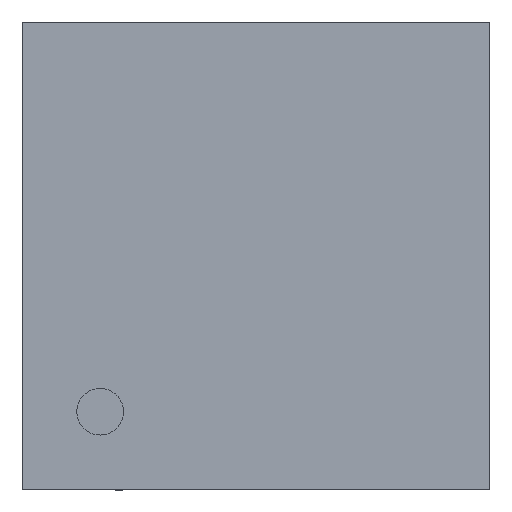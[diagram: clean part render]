
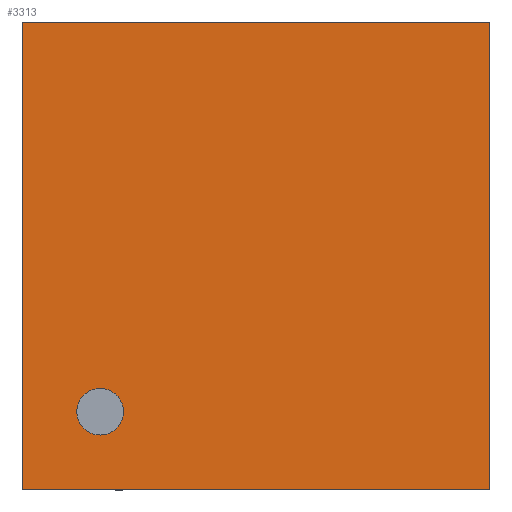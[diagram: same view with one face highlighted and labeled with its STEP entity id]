
A CAD part, top view. The second image highlights one B-rep face of the part: STEP entity #3313.
In plain terms, the highlighted planar face has unit normal (0, 0, 1).
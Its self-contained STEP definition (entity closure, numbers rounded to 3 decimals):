
#91 = CARTESIAN_POINT ( 'NONE',  ( 1.5, 1.5, 0.73 ) ) ;
#313 = DIRECTION ( 'NONE',  ( 1., 0., 0. ) ) ;
#662 = CARTESIAN_POINT ( 'NONE',  ( 1.5, -1.5, 0.73 ) ) ;
#697 = EDGE_LOOP ( 'NONE', ( #8667, #2494 ) ) ;
#852 = VECTOR ( 'NONE', #5628, 1000. ) ;
#1038 = CIRCLE ( 'NONE', #8580, 0.15 ) ;
#1126 = FACE_OUTER_BOUND ( 'NONE', #5392, .T. ) ;
#1353 = CARTESIAN_POINT ( 'NONE',  ( -1., -1., 0.73 ) ) ;
#1561 = FACE_BOUND ( 'NONE', #697, .T. ) ;
#1685 = CARTESIAN_POINT ( 'NONE',  ( 1.5, -1.5, 0.73 ) ) ;
#1780 = VECTOR ( 'NONE', #313, 1000. ) ;
#1806 = VECTOR ( 'NONE', #2369, 1000. ) ;
#2054 = DIRECTION ( 'NONE',  ( 0., 1., 0. ) ) ;
#2369 = DIRECTION ( 'NONE',  ( 0., 1., 0. ) ) ;
#2494 = ORIENTED_EDGE ( 'NONE', *, *, #9061, .F. ) ;
#2805 = ORIENTED_EDGE ( 'NONE', *, *, #7640, .T. ) ;
#2809 = VERTEX_POINT ( 'NONE', #4001 ) ;
#3117 = VECTOR ( 'NONE', #3421, 1000. ) ;
#3241 = EDGE_CURVE ( 'NONE', #7452, #3416, #4985, .T. ) ;
#3313 = ADVANCED_FACE ( 'NONE', ( #1561, #1126 ), #4397, .F. ) ;
#3416 = VERTEX_POINT ( 'NONE', #3984 ) ;
#3421 = DIRECTION ( 'NONE',  ( -1., 0., 0. ) ) ;
#3502 = CARTESIAN_POINT ( 'NONE',  ( -1., -1., 0.73 ) ) ;
#3705 = DIRECTION ( 'NONE',  ( 0., -1., 0. ) ) ;
#3736 = DIRECTION ( 'NONE',  ( 0., 0., -1. ) ) ;
#3805 = CARTESIAN_POINT ( 'NONE',  ( 0., 0., 0.73 ) ) ;
#3984 = CARTESIAN_POINT ( 'NONE',  ( 1.5, -1.5, 0.73 ) ) ;
#4001 = CARTESIAN_POINT ( 'NONE',  ( -1., -1.15, 0.73 ) ) ;
#4203 = DIRECTION ( 'NONE',  ( 0., 1., 0. ) ) ;
#4397 = PLANE ( 'NONE',  #5650 ) ;
#4450 = ORIENTED_EDGE ( 'NONE', *, *, #3241, .T. ) ;
#4985 = LINE ( 'NONE', #662, #1780 ) ;
#5374 = CARTESIAN_POINT ( 'NONE',  ( -1., -0.85, 0.73 ) ) ;
#5392 = EDGE_LOOP ( 'NONE', ( #2805, #6392, #4450, #6056 ) ) ;
#5628 = DIRECTION ( 'NONE',  ( 0., -1., 0. ) ) ;
#5650 = AXIS2_PLACEMENT_3D ( 'NONE', #3805, #3736, #3705 ) ;
#5662 = CARTESIAN_POINT ( 'NONE',  ( -1.5, -1.5, 0.73 ) ) ;
#6056 = ORIENTED_EDGE ( 'NONE', *, *, #6742, .T. ) ;
#6273 = CARTESIAN_POINT ( 'NONE',  ( -1.5, 1.5, 0.73 ) ) ;
#6315 = LINE ( 'NONE', #5662, #852 ) ;
#6359 = DIRECTION ( 'NONE',  ( 0., 0., 1. ) ) ;
#6392 = ORIENTED_EDGE ( 'NONE', *, *, #8176, .T. ) ;
#6613 = CARTESIAN_POINT ( 'NONE',  ( -1.5, -1.5, 0.73 ) ) ;
#6742 = EDGE_CURVE ( 'NONE', #3416, #8533, #7333, .T. ) ;
#6978 = VERTEX_POINT ( 'NONE', #6273 ) ;
#7183 = EDGE_CURVE ( 'NONE', #7976, #2809, #1038, .T. ) ;
#7333 = LINE ( 'NONE', #1685, #1806 ) ;
#7452 = VERTEX_POINT ( 'NONE', #6613 ) ;
#7591 = AXIS2_PLACEMENT_3D ( 'NONE', #1353, #6359, #2054 ) ;
#7640 = EDGE_CURVE ( 'NONE', #8533, #6978, #8628, .T. ) ;
#7764 = CARTESIAN_POINT ( 'NONE',  ( 1.5, 1.5, 0.73 ) ) ;
#7976 = VERTEX_POINT ( 'NONE', #5374 ) ;
#8099 = CIRCLE ( 'NONE', #7591, 0.15 ) ;
#8176 = EDGE_CURVE ( 'NONE', #6978, #7452, #6315, .T. ) ;
#8533 = VERTEX_POINT ( 'NONE', #91 ) ;
#8558 = DIRECTION ( 'NONE',  ( 0., 0., 1. ) ) ;
#8580 = AXIS2_PLACEMENT_3D ( 'NONE', #3502, #8558, #4203 ) ;
#8628 = LINE ( 'NONE', #7764, #3117 ) ;
#8667 = ORIENTED_EDGE ( 'NONE', *, *, #7183, .F. ) ;
#9061 = EDGE_CURVE ( 'NONE', #2809, #7976, #8099, .T. ) ;
